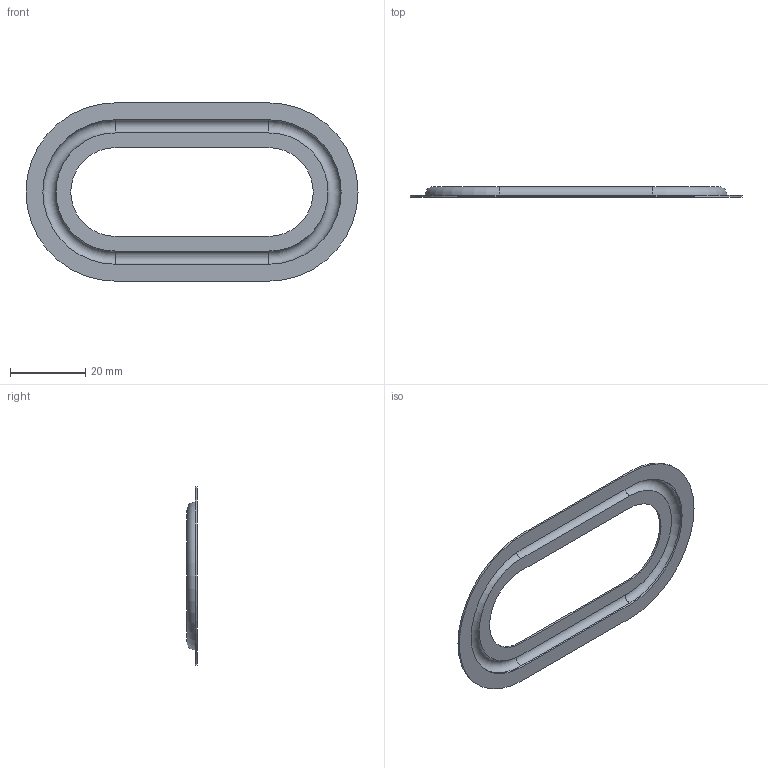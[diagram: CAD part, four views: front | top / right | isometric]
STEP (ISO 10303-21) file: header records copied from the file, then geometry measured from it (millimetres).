
FILE_DESCRIPTION((''),'2;1');
FILE_NAME('RUBBER_PART_9','2021-06-29T',('User'),(''),'CREO PARAMETRIC BY PTC INC, 2014350','CREO PARAMETRIC BY PTC INC, 2014350','');
FILE_SCHEMA(('AUTOMOTIVE_DESIGN { 1 0 10303 214 1 1 1 1 }'));
Length unit declared in the file: millimetre
Products named in the file (1): RUBBER_PART_9
Bounding box: 88.5 x 2.75 x 47.5 mm (x, y, z)
Volume: 1380.7 mm3; surface area: 5719.1 mm2
Topology: 1 solids, 1 shells, 24 faces, 64 edges, 44 vertices
Faces by surface type: plane 10, cylinder 10, torus 4
Entity records: 1036 total; most frequent: DIRECTION 146, CARTESIAN_POINT 134, ORIENTED_EDGE 128, PRESENTATION_STYLE_ASSIGNMENT 65, STYLED_ITEM 65, CURVE_STYLE 64, EDGE_CURVE 64, AXIS2_PLACEMENT_3D 58
